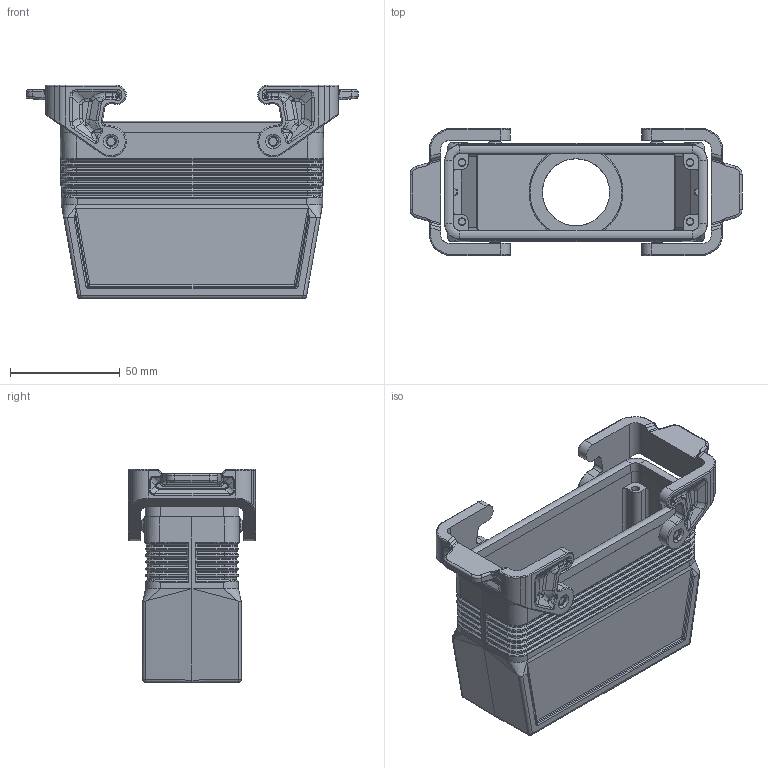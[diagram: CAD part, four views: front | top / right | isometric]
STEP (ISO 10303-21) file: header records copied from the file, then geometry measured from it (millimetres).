
FILE_DESCRIPTION(('Creo Elements/Direct Modeling STEP Export'),'2;1');
FILE_NAME('0ln7uvk5tno69ts968','2023-11-15T16:25:16',(''),(''),'Creo Elements/Direct Modeling STEP processor for AP214 (Solid Model)','Creo Elements/Direct Modeling 20.1B 02-Apr-2019 (C) Parametric Technology GmbH','');
FILE_SCHEMA(('AUTOMOTIVE_DESIGN { 1 0 10303 214 1 1 1 1 }'));
Products named in the file (2): JMPFV 24 G32
Assembly tree (1 placements, depth 2):
  JMPFV 24 G32
    JMPFV 24 G32
Bounding box: 151.5 x 58.07 x 97.45 mm (x, y, z)
Volume: 135225.8 mm3; surface area: 70128.8 mm2
Topology: 1 solids, 1 shells, 1206 faces, 2882 edges, 1678 vertices
Faces by surface type: cylinder 395, plane 331, bspline 272, torus 114, cone 80, sphere 14
Entity records: 91137 total; most frequent: CARTESIAN_POINT 56881, ORIENTED_EDGE 5720, DIRECTION 4365, EDGE_CURVE 2860, VERTEX_POINT 1678, AXIS2_PLACEMENT_3D 1608, EDGE_LOOP 1234, COLOUR_RGB 1207
